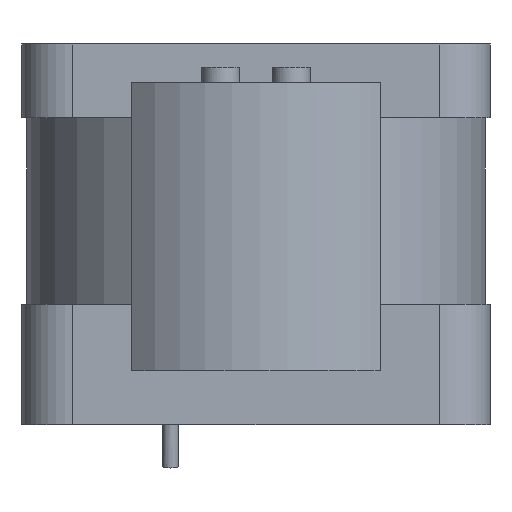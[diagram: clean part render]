
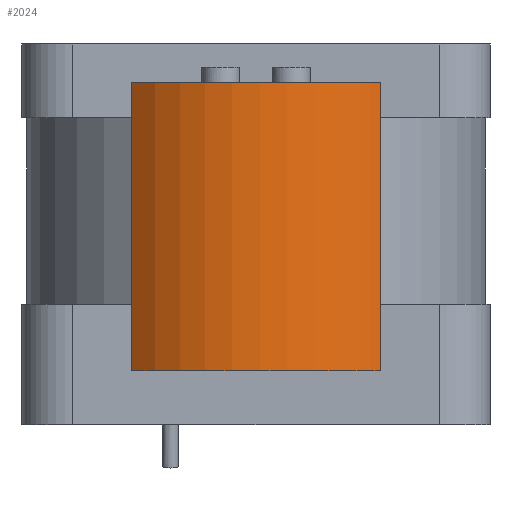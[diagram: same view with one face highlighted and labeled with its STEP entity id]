
A CAD part, front view. The second image highlights one B-rep face of the part: STEP entity #2024.
In plain terms, the highlighted free-form (B-spline) face has degree [2, 1] with [3, 2] control points.
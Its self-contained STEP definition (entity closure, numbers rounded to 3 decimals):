
#2002 = VERTEX_POINT('',#2003);
#2003 = CARTESIAN_POINT('',(19.959,-44.409,
    5.613));
#2008 = EDGE_CURVE('',#2009,#2002,#2011,.T.);
#2009 = VERTEX_POINT('',#2010);
#2010 = CARTESIAN_POINT('',(19.959,-44.409,
    -40.541));
#2011 = B_SPLINE_CURVE_WITH_KNOTS('',1,(#2012,#2013),.UNSPECIFIED.,.F.,
  .F.,(2,2),(0.,37.),.PIECEWISE_BEZIER_KNOTS.);
#2012 = CARTESIAN_POINT('',(19.959,-44.409,
    -40.541));
#2013 = CARTESIAN_POINT('',(19.959,-44.409,
    5.613));
#2024 = ADVANCED_FACE('',(#2025),#2049,.T.);
#2025 = FACE_BOUND('',#2026,.T.);
#2026 = EDGE_LOOP('',(#2027,#2035,#2042,#2048));
#2027 = ORIENTED_EDGE('',*,*,#2028,.F.);
#2028 = EDGE_CURVE('',#2029,#2002,#2031,.T.);
#2029 = VERTEX_POINT('',#2030);
#2030 = CARTESIAN_POINT('',(-19.959,-44.409,
    5.613));
#2031 = ( BOUNDED_CURVE() B_SPLINE_CURVE(2,(#2032,#2033,#2034),
.UNSPECIFIED.,.F.,.F.) B_SPLINE_CURVE_WITH_KNOTS((3,3),(0.81,
2.332),.PIECEWISE_BEZIER_KNOTS.) CURVE() 
GEOMETRIC_REPRESENTATION_ITEM() RATIONAL_B_SPLINE_CURVE((1.,
0.724,1.)) REPRESENTATION_ITEM('') );
#2032 = CARTESIAN_POINT('',(-19.959,-44.409,
    5.613));
#2033 = CARTESIAN_POINT('',(0.,-63.417,
    5.613));
#2034 = CARTESIAN_POINT('',(19.959,-44.409,
    5.613));
#2035 = ORIENTED_EDGE('',*,*,#2036,.F.);
#2036 = EDGE_CURVE('',#2037,#2029,#2039,.T.);
#2037 = VERTEX_POINT('',#2038);
#2038 = CARTESIAN_POINT('',(-19.959,-44.409,
    -40.541));
#2039 = B_SPLINE_CURVE_WITH_KNOTS('',1,(#2040,#2041),.UNSPECIFIED.,.F.,
  .F.,(2,2),(0.,37.),.PIECEWISE_BEZIER_KNOTS.);
#2040 = CARTESIAN_POINT('',(-19.959,-44.409,
    -40.541));
#2041 = CARTESIAN_POINT('',(-19.959,-44.409,
    5.613));
#2042 = ORIENTED_EDGE('',*,*,#2043,.T.);
#2043 = EDGE_CURVE('',#2037,#2009,#2044,.T.);
#2044 = ( BOUNDED_CURVE() B_SPLINE_CURVE(2,(#2045,#2046,#2047),
.UNSPECIFIED.,.F.,.F.) B_SPLINE_CURVE_WITH_KNOTS((3,3),(0.81,
2.332),.PIECEWISE_BEZIER_KNOTS.) CURVE() 
GEOMETRIC_REPRESENTATION_ITEM() RATIONAL_B_SPLINE_CURVE((1.,
0.724,1.)) REPRESENTATION_ITEM('') );
#2045 = CARTESIAN_POINT('',(-19.959,-44.409,
    -40.541));
#2046 = CARTESIAN_POINT('',(0.,-63.417,
    -40.541));
#2047 = CARTESIAN_POINT('',(19.959,-44.409,
    -40.541));
#2048 = ORIENTED_EDGE('',*,*,#2008,.T.);
#2049 = ( BOUNDED_SURFACE() B_SPLINE_SURFACE(2,1,(
    (#2050,#2051)
    ,(#2052,#2053)
    ,(#2054,#2055
)),.UNSPECIFIED.,.F.,.F.,.F.) B_SPLINE_SURFACE_WITH_KNOTS((3,3),(2,2),(
    3.951,5.473),(0.,37.),.PIECEWISE_BEZIER_KNOTS.) 
GEOMETRIC_REPRESENTATION_ITEM() RATIONAL_B_SPLINE_SURFACE((
    (1.,1.)
    ,(0.724,0.724)
,(1.,1.))) REPRESENTATION_ITEM('') SURFACE() );
#2050 = CARTESIAN_POINT('',(-19.959,-44.409,
    -40.541));
#2051 = CARTESIAN_POINT('',(-19.959,-44.409,
    5.613));
#2052 = CARTESIAN_POINT('',(0.,-63.417,
    -40.541));
#2053 = CARTESIAN_POINT('',(0.,-63.417,
    5.613));
#2054 = CARTESIAN_POINT('',(19.959,-44.409,
    -40.541));
#2055 = CARTESIAN_POINT('',(19.959,-44.409,
    5.613));
